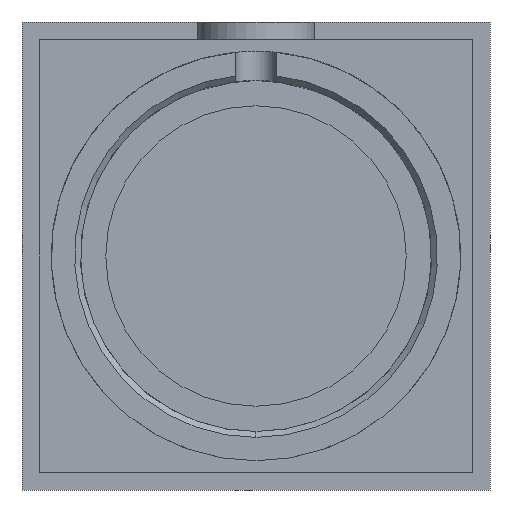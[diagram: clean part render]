
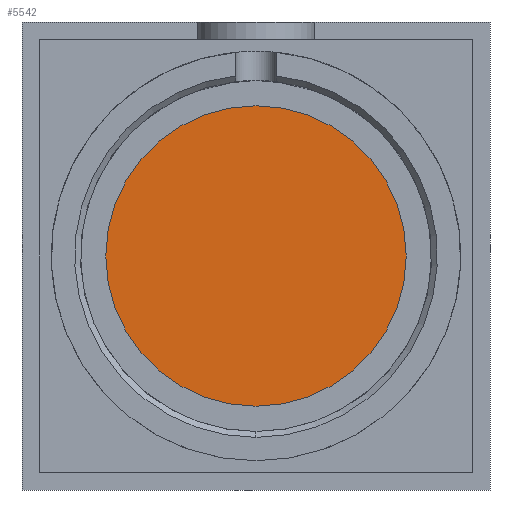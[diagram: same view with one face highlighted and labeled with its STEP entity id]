
A CAD part, front view. The second image highlights one B-rep face of the part: STEP entity #5542.
In plain terms, the highlighted planar face has unit normal (0, -1, 0).
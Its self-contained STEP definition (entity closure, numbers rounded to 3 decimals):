
#80 = FACE_OUTER_BOUND ( 'NONE', #5397, .T. ) ;
#207 = CIRCLE ( 'NONE', #2765, 2.567 ) ;
#472 = ORIENTED_EDGE ( 'NONE', *, *, #5427, .T. ) ;
#582 = DIRECTION ( 'NONE',  ( 0., -1., 0. ) ) ;
#787 = EDGE_CURVE ( 'Defeature ausgef�hrt2_65+Defeature ausgef�hrt2_26+Defeature ausgef�hrt2_26+Defeature ausgef�hrt2_26', #4869, #4603, #207, .T. ) ;
#1152 = PLANE ( 'NONE',  #4905 ) ;
#1181 = AXIS2_PLACEMENT_3D ( 'NONE', #4150, #582, #2360 ) ;
#2360 = DIRECTION ( 'NONE',  ( -1., 0., 0. ) ) ;
#2765 = AXIS2_PLACEMENT_3D ( 'NONE', #3389, #4272, #5113 ) ;
#3367 = DIRECTION ( 'NONE',  ( -1., 0., 0. ) ) ;
#3389 = CARTESIAN_POINT ( 'NONE',  ( 0., -35.8, 0. ) ) ;
#3515 = CARTESIAN_POINT ( 'NONE',  ( -2.567, -35.8, 0. ) ) ;
#4150 = CARTESIAN_POINT ( 'NONE',  ( 0., -35.8, 0. ) ) ;
#4269 = CIRCLE ( 'NONE', #1181, 2.567 ) ;
#4272 = DIRECTION ( 'NONE',  ( 0., -1., 0. ) ) ;
#4603 = VERTEX_POINT ( 'NONE', #3515 ) ;
#4869 = VERTEX_POINT ( 'NONE', #5413 ) ;
#4905 = AXIS2_PLACEMENT_3D ( 'NONE', #5560, #5051, #3367 ) ;
#4966 = ORIENTED_EDGE ( 'NONE', *, *, #787, .T. ) ;
#5051 = DIRECTION ( 'NONE',  ( 0., -1., 0. ) ) ;
#5113 = DIRECTION ( 'NONE',  ( -1., 0., 0. ) ) ;
#5397 = EDGE_LOOP ( 'NONE', ( #472, #4966 ) ) ;
#5413 = CARTESIAN_POINT ( 'NONE',  ( 2.567, -35.8, 0. ) ) ;
#5427 = EDGE_CURVE ( 'Defeature ausgef�hrt2_65+Defeature ausgef�hrt2_26+Defeature ausgef�hrt2_26+Defeature ausgef�hrt2_26', #4603, #4869, #4269, .T. ) ;
#5542 = ADVANCED_FACE ( 'Defeature ausgef�hrt2_65', ( #80 ), #1152, .T. ) ;
#5560 = CARTESIAN_POINT ( 'NONE',  ( 2.65, -35.8, 0. ) ) ;
